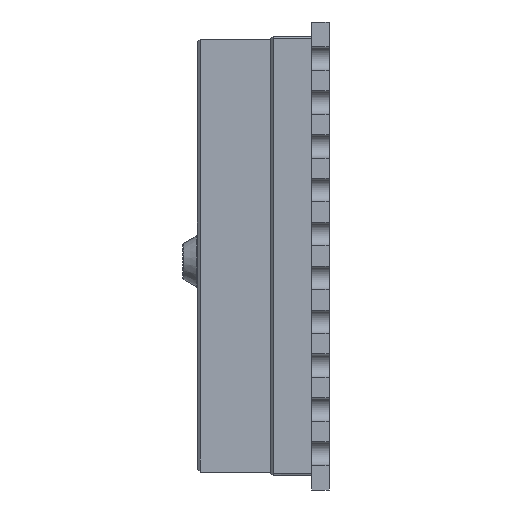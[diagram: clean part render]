
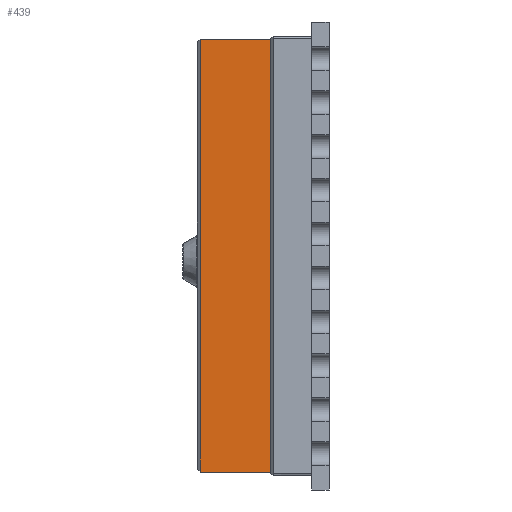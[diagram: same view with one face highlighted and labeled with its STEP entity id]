
A CAD part, left-side view. The second image highlights one B-rep face of the part: STEP entity #439.
In plain terms, the highlighted planar face has unit normal (-1, 0, 0).
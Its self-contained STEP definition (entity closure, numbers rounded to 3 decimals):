
#439 = ADVANCED_FACE ( 'NONE', ( #16848 ), #18040, .F. ) ;
#668 = EDGE_CURVE ( 'NONE', #5621, #14128, #8815, .T. ) ;
#1438 = VECTOR ( 'NONE', #12523, 1000. ) ;
#2111 = EDGE_CURVE ( 'NONE', #14053, #5621, #7926, .T. ) ;
#2408 = CARTESIAN_POINT ( 'NONE',  ( 1., 4.4, 0.614 ) ) ;
#4489 = LINE ( 'NONE', #12416, #10998 ) ;
#5621 = VERTEX_POINT ( 'NONE', #17150 ) ;
#6312 = AXIS2_PLACEMENT_3D ( 'NONE', #6608, #10964, #10778 ) ;
#6444 = VECTOR ( 'NONE', #12469, 1000. ) ;
#6608 = CARTESIAN_POINT ( 'NONE',  ( 1., 4.5, 0.614 ) ) ;
#6611 = EDGE_CURVE ( 'NONE', #15835, #14128, #4489, .T. ) ;
#7093 = LINE ( 'NONE', #2408, #6444 ) ;
#7926 = LINE ( 'NONE', #11054, #1438 ) ;
#8100 = CARTESIAN_POINT ( 'NONE',  ( 1., 4.4, 15.414 ) ) ;
#8173 = DIRECTION ( 'NONE',  ( 0., -1., 0. ) ) ;
#8308 = ORIENTED_EDGE ( 'NONE', *, *, #2111, .T. ) ;
#8400 = VECTOR ( 'NONE', #17136, 1000. ) ;
#8815 = LINE ( 'NONE', #18405, #8400 ) ;
#10778 = DIRECTION ( 'NONE',  ( 0., 0., -1. ) ) ;
#10964 = DIRECTION ( 'NONE',  ( 1., 0., 0. ) ) ;
#10998 = VECTOR ( 'NONE', #8173, 1000. ) ;
#11054 = CARTESIAN_POINT ( 'NONE',  ( 1., 4.5, 0.614 ) ) ;
#11394 = ORIENTED_EDGE ( 'NONE', *, *, #668, .T. ) ;
#12416 = CARTESIAN_POINT ( 'NONE',  ( 1., 4.5, 15.414 ) ) ;
#12469 = DIRECTION ( 'NONE',  ( 0., 0., -1. ) ) ;
#12523 = DIRECTION ( 'NONE',  ( 0., -1., 0. ) ) ;
#13094 = ORIENTED_EDGE ( 'NONE', *, *, #14213, .T. ) ;
#13267 = CARTESIAN_POINT ( 'NONE',  ( 1., 4.4, 0.614 ) ) ;
#14053 = VERTEX_POINT ( 'NONE', #13267 ) ;
#14128 = VERTEX_POINT ( 'NONE', #14818 ) ;
#14213 = EDGE_CURVE ( 'NONE', #15835, #14053, #7093, .T. ) ;
#14467 = EDGE_LOOP ( 'NONE', ( #17790, #13094, #8308, #11394 ) ) ;
#14818 = CARTESIAN_POINT ( 'NONE',  ( 1., 2., 15.414 ) ) ;
#15835 = VERTEX_POINT ( 'NONE', #8100 ) ;
#16848 = FACE_OUTER_BOUND ( 'NONE', #14467, .T. ) ;
#17136 = DIRECTION ( 'NONE',  ( 0., 0., 1. ) ) ;
#17150 = CARTESIAN_POINT ( 'NONE',  ( 1., 2., 0.614 ) ) ;
#17790 = ORIENTED_EDGE ( 'NONE', *, *, #6611, .F. ) ;
#18040 = PLANE ( 'NONE',  #6312 ) ;
#18405 = CARTESIAN_POINT ( 'NONE',  ( 1., 2., 0.614 ) ) ;
